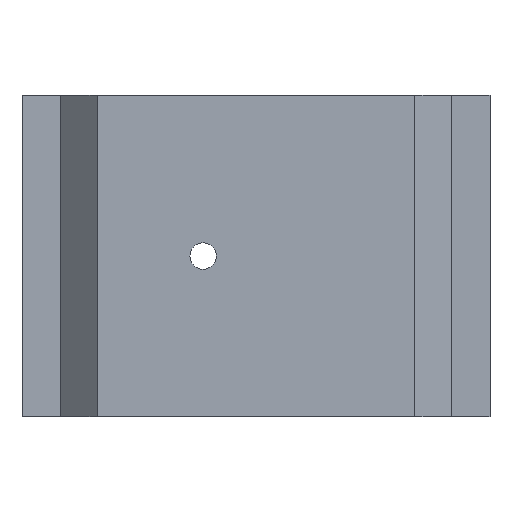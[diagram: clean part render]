
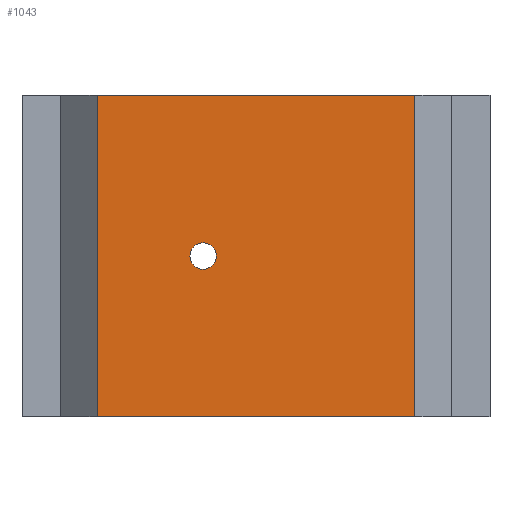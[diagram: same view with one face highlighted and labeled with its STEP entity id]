
A CAD part, front view. The second image highlights one B-rep face of the part: STEP entity #1043.
In plain terms, the highlighted planar face has unit normal (0, -1, 0).
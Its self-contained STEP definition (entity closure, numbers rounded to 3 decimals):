
#65=FACE_BOUND('',#177,.T.);
#76=PLANE('',#1115);
#125=FACE_OUTER_BOUND('',#176,.T.);
#176=EDGE_LOOP('',(#777,#778,#779,#780));
#177=EDGE_LOOP('',(#781));
#248=LINE('',#1469,#388);
#249=LINE('',#1471,#389);
#250=LINE('',#1473,#390);
#251=LINE('',#1474,#391);
#388=VECTOR('',#1206,10.);
#389=VECTOR('',#1207,10.);
#390=VECTOR('',#1208,10.);
#391=VECTOR('',#1209,10.);
#505=CIRCLE('',#1108,1.4);
#509=VERTEX_POINT('',#1414);
#530=VERTEX_POINT('',#1467);
#531=VERTEX_POINT('',#1468);
#532=VERTEX_POINT('',#1470);
#533=VERTEX_POINT('',#1472);
#604=EDGE_CURVE('',#509,#509,#505,.T.);
#628=EDGE_CURVE('',#530,#531,#248,.T.);
#629=EDGE_CURVE('',#532,#530,#249,.T.);
#630=EDGE_CURVE('',#533,#532,#250,.T.);
#631=EDGE_CURVE('',#533,#531,#251,.T.);
#777=ORIENTED_EDGE('',*,*,#628,.F.);
#778=ORIENTED_EDGE('',*,*,#629,.F.);
#779=ORIENTED_EDGE('',*,*,#630,.F.);
#780=ORIENTED_EDGE('',*,*,#631,.T.);
#781=ORIENTED_EDGE('',*,*,#604,.T.);
#1043=ADVANCED_FACE('',(#125,#65),#76,.T.);
#1108=AXIS2_PLACEMENT_3D('',#1416,#1167,#1168);
#1115=AXIS2_PLACEMENT_3D('',#1466,#1204,#1205);
#1167=DIRECTION('center_axis',(0.,1.,0.));
#1168=DIRECTION('ref_axis',(-1.,0.,0.));
#1204=DIRECTION('center_axis',(0.,-1.,0.));
#1205=DIRECTION('ref_axis',(1.,0.,0.));
#1206=DIRECTION('',(1.,0.,0.));
#1207=DIRECTION('',(0.,0.,1.));
#1208=DIRECTION('',(-1.,0.,0.));
#1209=DIRECTION('',(0.,0.,1.));
#1414=CARTESIAN_POINT('',(-4.215,-24.85,17.046));
#1416=CARTESIAN_POINT('Origin',(-5.615,-24.85,17.046));
#1466=CARTESIAN_POINT('Origin',(-16.87,-24.85,0.));
#1467=CARTESIAN_POINT('',(-16.87,-24.85,34.1));
#1468=CARTESIAN_POINT('',(16.87,-24.85,34.1));
#1469=CARTESIAN_POINT('',(16.614,-24.85,34.1));
#1470=CARTESIAN_POINT('',(-16.87,-24.85,0.));
#1471=CARTESIAN_POINT('',(-16.87,-24.85,0.));
#1472=CARTESIAN_POINT('',(16.87,-24.85,0.));
#1473=CARTESIAN_POINT('',(16.87,-24.85,0.));
#1474=CARTESIAN_POINT('',(16.87,-24.85,0.));
